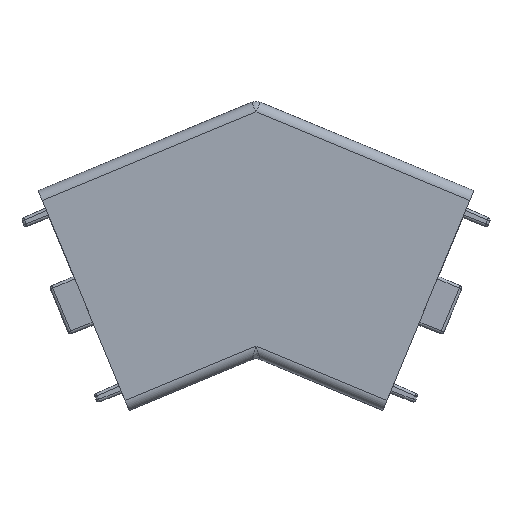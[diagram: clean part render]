
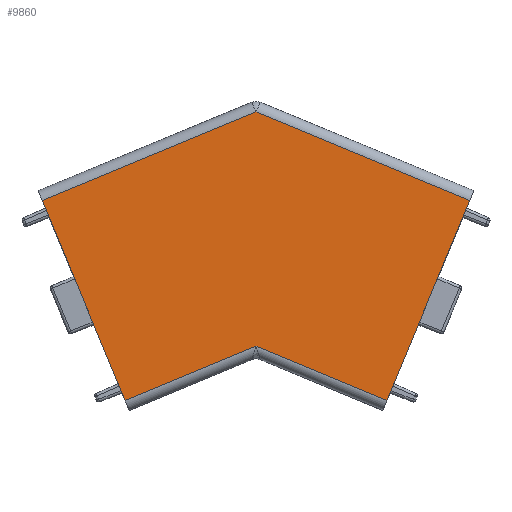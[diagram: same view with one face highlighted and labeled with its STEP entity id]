
A CAD part, top view. The second image highlights one B-rep face of the part: STEP entity #9860.
In plain terms, the highlighted planar face has unit normal (0, 0, 1).
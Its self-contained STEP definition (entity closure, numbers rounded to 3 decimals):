
#1072=DIRECTION('',(0.924,-0.383,0.));
#1073=VECTOR('',#1072,43.824);
#1074=CARTESIAN_POINT('',(0.,22.189,22.5));
#1075=LINE('',#1074,#1073);
#1079=DIRECTION('',(-0.383,-0.924,0.));
#1080=VECTOR('',#1079,41.);
#1081=CARTESIAN_POINT('',(40.488,5.418,22.5));
#1082=LINE('',#1081,#1080);
#1086=DIRECTION('',(-0.924,0.383,0.));
#1087=VECTOR('',#1086,26.841);
#1088=CARTESIAN_POINT('',(24.798,-32.461,22.5));
#1089=LINE('',#1088,#1087);
#1093=DIRECTION('',(-0.924,-0.383,0.));
#1094=VECTOR('',#1093,26.841);
#1095=CARTESIAN_POINT('',(0.,-22.189,22.5));
#1096=LINE('',#1095,#1094);
#1100=DIRECTION('',(-0.383,0.924,0.));
#1101=VECTOR('',#1100,41.);
#1102=CARTESIAN_POINT('',(-24.798,-32.461,22.5));
#1103=LINE('',#1102,#1101);
#1107=DIRECTION('',(0.924,0.383,0.));
#1108=VECTOR('',#1107,43.824);
#1109=CARTESIAN_POINT('',(-40.488,5.418,22.5));
#1110=LINE('',#1109,#1108);
#8222=CARTESIAN_POINT('',(-24.798,-32.461,22.5));
#8223=CARTESIAN_POINT('',(-40.488,5.418,22.5));
#8224=VERTEX_POINT('',#8222);
#8225=VERTEX_POINT('',#8223);
#8302=CARTESIAN_POINT('',(0.,22.189,22.5));
#8303=CARTESIAN_POINT('',(40.488,5.418,22.5));
#8304=VERTEX_POINT('',#8302);
#8305=VERTEX_POINT('',#8303);
#8306=CARTESIAN_POINT('',(24.798,-32.461,22.5));
#8307=VERTEX_POINT('',#8306);
#8308=CARTESIAN_POINT('',(0.,-22.189,22.5));
#8309=VERTEX_POINT('',#8308);
#9842=CARTESIAN_POINT('',(24.033,-34.308,22.5));
#9843=DIRECTION('',(0.,0.,-1.));
#9844=DIRECTION('',(0.,-1.,0.));
#9845=AXIS2_PLACEMENT_3D('',#9842,#9843,#9844);
#9846=PLANE('',#9845);
#9848=ORIENTED_EDGE('',*,*,#9847,.T.);
#9850=ORIENTED_EDGE('',*,*,#9849,.T.);
#9852=ORIENTED_EDGE('',*,*,#9851,.T.);
#9854=ORIENTED_EDGE('',*,*,#9853,.T.);
#9855=ORIENTED_EDGE('',*,*,#9734,.T.);
#9857=ORIENTED_EDGE('',*,*,#9856,.T.);
#9858=EDGE_LOOP('',(#9848,#9850,#9852,#9854,#9855,#9857));
#9859=FACE_OUTER_BOUND('',#9858,.F.);
#9734=EDGE_CURVE('',#8224,#8225,#1103,.T.);
#9847=EDGE_CURVE('',#8304,#8305,#1075,.T.);
#9849=EDGE_CURVE('',#8305,#8307,#1082,.T.);
#9851=EDGE_CURVE('',#8307,#8309,#1089,.T.);
#9853=EDGE_CURVE('',#8309,#8224,#1096,.T.);
#9856=EDGE_CURVE('',#8225,#8304,#1110,.T.);
#9860=ADVANCED_FACE('',(#9859),#9846,.F.);
